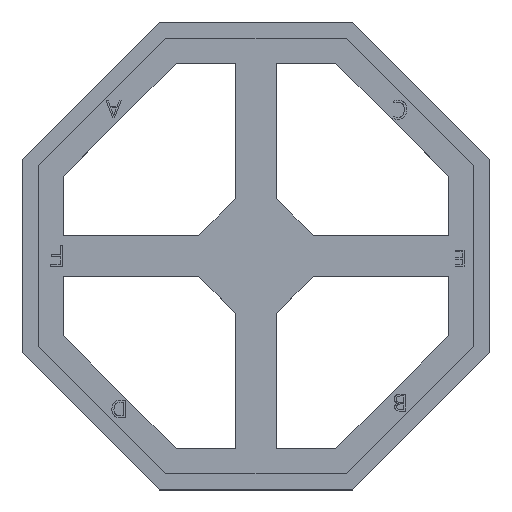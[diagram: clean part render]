
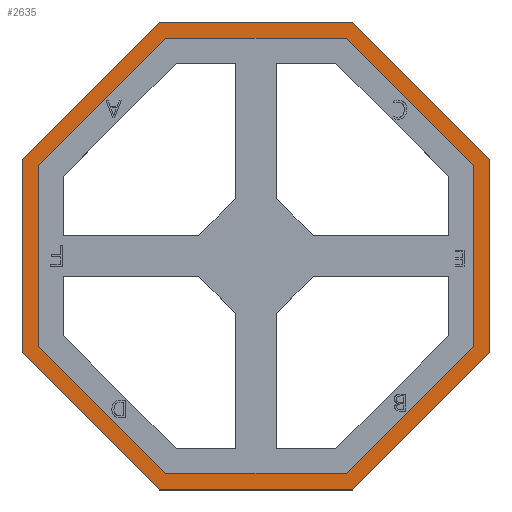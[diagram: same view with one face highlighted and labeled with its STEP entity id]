
A CAD part, top view. The second image highlights one B-rep face of the part: STEP entity #2635.
In plain terms, the highlighted planar face has unit normal (0, 0, 1).
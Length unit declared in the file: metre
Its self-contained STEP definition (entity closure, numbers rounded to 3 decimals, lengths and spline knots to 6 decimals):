
#413=ORIENTED_EDGE('',*,*,#1068,.F.);
#414=ORIENTED_EDGE('',*,*,#1071,.F.);
#415=ORIENTED_EDGE('',*,*,#1073,.F.);
#416=ORIENTED_EDGE('',*,*,#1075,.F.);
#417=ORIENTED_EDGE('',*,*,#1077,.F.);
#418=ORIENTED_EDGE('',*,*,#1079,.F.);
#419=ORIENTED_EDGE('',*,*,#1081,.F.);
#420=ORIENTED_EDGE('',*,*,#1082,.F.);
#421=ORIENTED_EDGE('',*,*,#1008,.F.);
#422=ORIENTED_EDGE('',*,*,#1045,.F.);
#423=ORIENTED_EDGE('',*,*,#1026,.F.);
#424=ORIENTED_EDGE('',*,*,#1023,.F.);
#425=ORIENTED_EDGE('',*,*,#1020,.F.);
#426=ORIENTED_EDGE('',*,*,#1017,.F.);
#427=ORIENTED_EDGE('',*,*,#1014,.F.);
#428=ORIENTED_EDGE('',*,*,#1011,.F.);
#1008=EDGE_CURVE('',#1391,#1392,#1629,.T.);
#1011=EDGE_CURVE('',#1392,#1394,#1632,.T.);
#1014=EDGE_CURVE('',#1394,#1396,#1635,.T.);
#1017=EDGE_CURVE('',#1396,#1398,#1638,.T.);
#1020=EDGE_CURVE('',#1398,#1400,#1641,.T.);
#1023=EDGE_CURVE('',#1400,#1402,#1644,.T.);
#1026=EDGE_CURVE('',#1402,#1404,#1647,.T.);
#1045=EDGE_CURVE('',#1404,#1391,#1666,.T.);
#1068=EDGE_CURVE('',#1422,#1423,#1689,.T.);
#1071=EDGE_CURVE('',#1424,#1422,#1692,.T.);
#1073=EDGE_CURVE('',#1425,#1424,#1694,.T.);
#1075=EDGE_CURVE('',#1426,#1425,#1696,.T.);
#1077=EDGE_CURVE('',#1427,#1426,#1698,.T.);
#1079=EDGE_CURVE('',#1428,#1427,#1700,.T.);
#1081=EDGE_CURVE('',#1429,#1428,#1702,.T.);
#1082=EDGE_CURVE('',#1423,#1429,#1703,.T.);
#1391=VERTEX_POINT('',#3640);
#1392=VERTEX_POINT('',#3642);
#1394=VERTEX_POINT('',#3648);
#1396=VERTEX_POINT('',#3654);
#1398=VERTEX_POINT('',#3660);
#1400=VERTEX_POINT('',#3666);
#1402=VERTEX_POINT('',#3672);
#1404=VERTEX_POINT('',#3678);
#1422=VERTEX_POINT('',#3760);
#1423=VERTEX_POINT('',#3762);
#1424=VERTEX_POINT('',#3766);
#1425=VERTEX_POINT('',#3770);
#1426=VERTEX_POINT('',#3774);
#1427=VERTEX_POINT('',#3778);
#1428=VERTEX_POINT('',#3782);
#1429=VERTEX_POINT('',#3786);
#1629=LINE('',#3641,#1940);
#1632=LINE('',#3647,#1943);
#1635=LINE('',#3653,#1946);
#1638=LINE('',#3659,#1949);
#1641=LINE('',#3665,#1952);
#1644=LINE('',#3671,#1955);
#1647=LINE('',#3677,#1958);
#1666=LINE('',#3715,#1977);
#1689=LINE('',#3761,#2000);
#1692=LINE('',#3767,#2003);
#1694=LINE('',#3771,#2005);
#1696=LINE('',#3775,#2007);
#1698=LINE('',#3779,#2009);
#1700=LINE('',#3783,#2011);
#1702=LINE('',#3787,#2013);
#1703=LINE('',#3789,#2014);
#1940=VECTOR('',#2950,1.);
#1943=VECTOR('',#2955,1.);
#1946=VECTOR('',#2960,1.);
#1949=VECTOR('',#2965,1.);
#1952=VECTOR('',#2970,1.);
#1955=VECTOR('',#2975,1.);
#1958=VECTOR('',#2980,1.);
#1977=VECTOR('',#3017,1.);
#2000=VECTOR('',#3068,1.);
#2003=VECTOR('',#3073,1.);
#2005=VECTOR('',#3077,1.);
#2007=VECTOR('',#3081,1.);
#2009=VECTOR('',#3085,1.);
#2011=VECTOR('',#3089,1.);
#2013=VECTOR('',#3093,1.);
#2014=VECTOR('',#3096,1.);
#2223=EDGE_LOOP('',(#413,#414,#415,#416,#417,#418,#419,#420));
#2224=EDGE_LOOP('',(#421,#422,#423,#424,#425,#426,#427,#428));
#2384=FACE_BOUND('',#2223,.T.);
#2385=FACE_BOUND('',#2224,.T.);
#2531=PLANE('',#2790);
#2635=ADVANCED_FACE('',(#2384,#2385),#2531,.T.);
#2790=AXIS2_PLACEMENT_3D('',#3790,#3097,#3098);
#2950=DIRECTION('',(-0.707,-0.707,0.));
#2955=DIRECTION('',(-1.,0.,0.));
#2960=DIRECTION('',(-0.707,0.707,0.));
#2965=DIRECTION('',(0.,1.,0.));
#2970=DIRECTION('',(0.707,0.707,0.));
#2975=DIRECTION('',(1.,0.,0.));
#2980=DIRECTION('',(0.707,-0.707,0.));
#3017=DIRECTION('',(0.,-1.,0.));
#3068=DIRECTION('',(-1.,0.,0.));
#3073=DIRECTION('',(-0.707,0.707,0.));
#3077=DIRECTION('',(0.,1.,0.));
#3081=DIRECTION('',(0.707,0.707,0.));
#3085=DIRECTION('',(1.,0.,0.));
#3089=DIRECTION('',(0.707,-0.707,0.));
#3093=DIRECTION('',(0.,-1.,0.));
#3096=DIRECTION('',(-0.707,-0.707,0.));
#3097=DIRECTION('',(0.,0.,1.));
#3098=DIRECTION('',(-1.,0.,0.));
#3640=CARTESIAN_POINT('',(0.0425,-0.017604,0.00275));
#3641=CARTESIAN_POINT('',(0.030052,-0.030052,0.00275));
#3642=CARTESIAN_POINT('',(0.017604,-0.0425,0.00275));
#3647=CARTESIAN_POINT('',(0.,-0.0425,0.00275));
#3648=CARTESIAN_POINT('',(-0.017604,-0.0425,0.00275));
#3653=CARTESIAN_POINT('',(-0.030052,-0.030052,0.00275));
#3654=CARTESIAN_POINT('',(-0.0425,-0.017604,0.00275));
#3659=CARTESIAN_POINT('',(-0.0425,0.,0.00275));
#3660=CARTESIAN_POINT('',(-0.0425,0.017604,0.00275));
#3665=CARTESIAN_POINT('',(-0.030052,0.030052,0.00275));
#3666=CARTESIAN_POINT('',(-0.017604,0.0425,0.00275));
#3671=CARTESIAN_POINT('',(0.,0.0425,0.00275));
#3672=CARTESIAN_POINT('',(0.017604,0.0425,0.00275));
#3677=CARTESIAN_POINT('',(0.030052,0.030052,0.00275));
#3678=CARTESIAN_POINT('',(0.0425,0.017604,0.00275));
#3715=CARTESIAN_POINT('',(0.0425,0.,0.00275));
#3760=CARTESIAN_POINT('',(0.016361,0.0395,0.00275));
#3761=CARTESIAN_POINT('',(0.,0.0395,0.00275));
#3762=CARTESIAN_POINT('',(-0.016361,0.0395,0.00275));
#3766=CARTESIAN_POINT('',(0.0395,0.016361,0.00275));
#3767=CARTESIAN_POINT('',(0.027931,0.027931,0.00275));
#3770=CARTESIAN_POINT('',(0.0395,-0.016361,0.00275));
#3771=CARTESIAN_POINT('',(0.0395,0.,0.00275));
#3774=CARTESIAN_POINT('',(0.016361,-0.0395,0.00275));
#3775=CARTESIAN_POINT('',(0.027931,-0.027931,0.00275));
#3778=CARTESIAN_POINT('',(-0.016361,-0.0395,0.00275));
#3779=CARTESIAN_POINT('',(0.,-0.0395,0.00275));
#3782=CARTESIAN_POINT('',(-0.0395,-0.016361,0.00275));
#3783=CARTESIAN_POINT('',(-0.027931,-0.027931,0.00275));
#3786=CARTESIAN_POINT('',(-0.0395,0.016361,0.00275));
#3787=CARTESIAN_POINT('',(-0.0395,0.,0.00275));
#3789=CARTESIAN_POINT('',(-0.027931,0.027931,0.00275));
#3790=CARTESIAN_POINT('',(0.,0.,0.00275));
